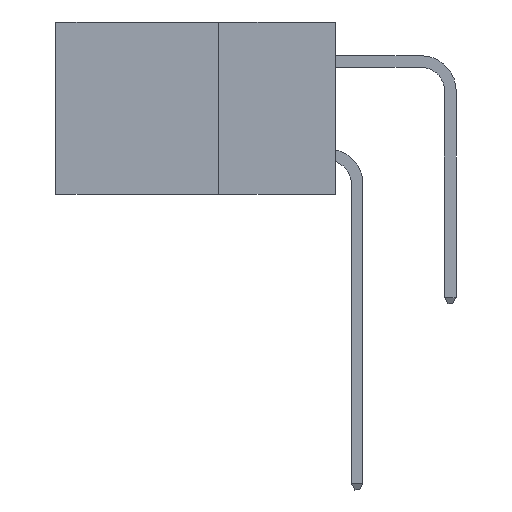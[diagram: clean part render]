
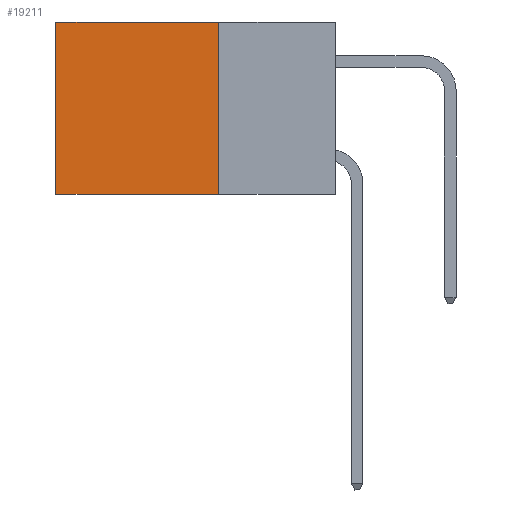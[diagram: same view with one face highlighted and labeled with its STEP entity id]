
A CAD part, left-side view. The second image highlights one B-rep face of the part: STEP entity #19211.
In plain terms, the highlighted planar face has unit normal (-1, 0, 0).
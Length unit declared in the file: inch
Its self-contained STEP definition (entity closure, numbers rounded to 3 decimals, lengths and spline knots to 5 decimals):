
#224 = CARTESIAN_POINT ( 'NONE',  ( 0.2875, 0.6, -0.37 ) ) ;
#1310 = CARTESIAN_POINT ( 'NONE',  ( 0.2875, 0.25, 0. ) ) ;
#1473 = VERTEX_POINT ( 'NONE', #10526 ) ;
#1908 = DIRECTION ( 'NONE',  ( 0., 0., -1. ) ) ;
#2172 = ORIENTED_EDGE ( 'NONE', *, *, #34240, .F. ) ;
#3286 = VECTOR ( 'NONE', #9630, 39.37008 ) ;
#6713 = EDGE_LOOP ( 'NONE', ( #22461, #9829, #2172, #37454 ) ) ;
#9152 = VECTOR ( 'NONE', #1908, 39.37008 ) ;
#9630 = DIRECTION ( 'NONE',  ( 0., 0., -1. ) ) ;
#9829 = ORIENTED_EDGE ( 'NONE', *, *, #15582, .F. ) ;
#10526 = CARTESIAN_POINT ( 'NONE',  ( 0.2875, 0.6, 0. ) ) ;
#11356 = DIRECTION ( 'NONE',  ( 1., 0., 0. ) ) ;
#11640 = LINE ( 'NONE', #38384, #19344 ) ;
#13047 = FACE_OUTER_BOUND ( 'NONE', #6713, .T. ) ;
#14663 = LINE ( 'NONE', #30049, #41825 ) ;
#15582 = EDGE_CURVE ( 'NONE', #17555, #38454, #11640, .T. ) ;
#15845 = EDGE_CURVE ( 'NONE', #27998, #1473, #14663, .T. ) ;
#17555 = VERTEX_POINT ( 'NONE', #30692 ) ;
#18522 = DIRECTION ( 'NONE',  ( 0., 1., 0. ) ) ;
#19211 = ADVANCED_FACE ( 'NONE', ( #13047 ), #20702, .F. ) ;
#19344 = VECTOR ( 'NONE', #18522, 39.37008 ) ;
#20702 = PLANE ( 'NONE',  #37321 ) ;
#22436 = CARTESIAN_POINT ( 'NONE',  ( 0.2875, 0.25, 0. ) ) ;
#22461 = ORIENTED_EDGE ( 'NONE', *, *, #36833, .T. ) ;
#24623 = CARTESIAN_POINT ( 'NONE',  ( 0.2875, 0.6, 0. ) ) ;
#27096 = DIRECTION ( 'NONE',  ( 0., 1., 0. ) ) ;
#27998 = VERTEX_POINT ( 'NONE', #22436 ) ;
#30049 = CARTESIAN_POINT ( 'NONE',  ( 0.2875, 0.25, 0. ) ) ;
#30692 = CARTESIAN_POINT ( 'NONE',  ( 0.2875, 0.25, -0.37 ) ) ;
#32776 = CARTESIAN_POINT ( 'NONE',  ( 0.2875, 0.25, 0. ) ) ;
#34240 = EDGE_CURVE ( 'NONE', #27998, #17555, #38135, .T. ) ;
#36833 = EDGE_CURVE ( 'NONE', #1473, #38454, #38843, .T. ) ;
#37321 = AXIS2_PLACEMENT_3D ( 'NONE', #1310, #11356, #40684 ) ;
#37454 = ORIENTED_EDGE ( 'NONE', *, *, #15845, .T. ) ;
#38135 = LINE ( 'NONE', #32776, #3286 ) ;
#38384 = CARTESIAN_POINT ( 'NONE',  ( 0.2875, 0.25, -0.37 ) ) ;
#38454 = VERTEX_POINT ( 'NONE', #224 ) ;
#38843 = LINE ( 'NONE', #24623, #9152 ) ;
#40684 = DIRECTION ( 'NONE',  ( 0., 0., -1. ) ) ;
#41825 = VECTOR ( 'NONE', #27096, 39.37008 ) ;
